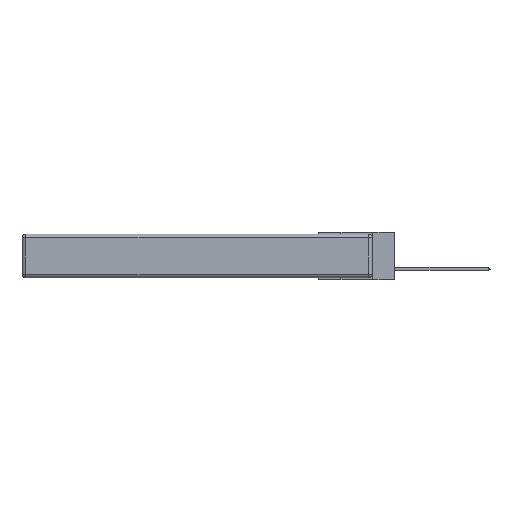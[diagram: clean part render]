
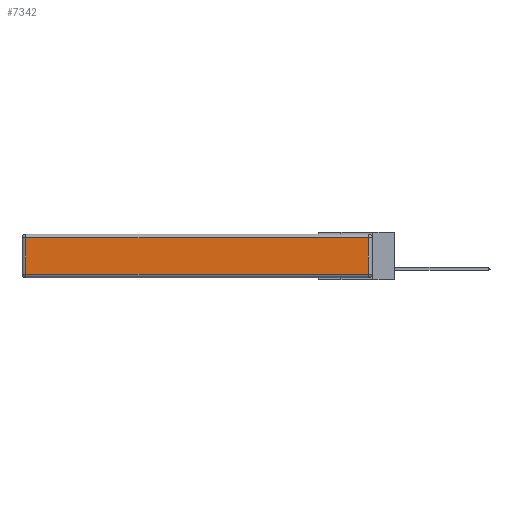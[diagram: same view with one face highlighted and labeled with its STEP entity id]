
A CAD part, left-side view. The second image highlights one B-rep face of the part: STEP entity #7342.
In plain terms, the highlighted planar face has unit normal (-1, 0, 0).
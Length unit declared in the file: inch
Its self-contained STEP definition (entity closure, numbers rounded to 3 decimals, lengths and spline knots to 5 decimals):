
#615 = LINE ( 'NONE', #715, #7006 ) ;
#715 = CARTESIAN_POINT ( 'NONE',  ( 0., 0.03, -0.343 ) ) ;
#753 = ORIENTED_EDGE ( 'NONE', *, *, #11293, .T. ) ;
#942 = CARTESIAN_POINT ( 'NONE',  ( 0., 2.72, -0.343 ) ) ;
#1196 = CARTESIAN_POINT ( 'NONE',  ( 0., 0., -0.313 ) ) ;
#1286 = CARTESIAN_POINT ( 'NONE',  ( 0., 2.72, -0.03 ) ) ;
#1645 = EDGE_CURVE ( 'NONE', #5221, #11658, #2725, .T. ) ;
#1716 = ORIENTED_EDGE ( 'NONE', *, *, #10313, .T. ) ;
#2130 = VERTEX_POINT ( 'NONE', #11733 ) ;
#2303 = DIRECTION ( 'NONE',  ( 0., -1., 0. ) ) ;
#2612 = DIRECTION ( 'NONE',  ( 0., 1., 0. ) ) ;
#2678 = VECTOR ( 'NONE', #2303, 39.37008 ) ;
#2725 = LINE ( 'NONE', #3454, #8408 ) ;
#3353 = PLANE ( 'NONE',  #3418 ) ;
#3418 = AXIS2_PLACEMENT_3D ( 'NONE', #5316, #6135, #10947 ) ;
#3454 = CARTESIAN_POINT ( 'NONE',  ( 0., 2.75, -0.03 ) ) ;
#4353 = ORIENTED_EDGE ( 'NONE', *, *, #10698, .T. ) ;
#4456 = DIRECTION ( 'NONE',  ( 0., 0., 1. ) ) ;
#4660 = DIRECTION ( 'NONE',  ( 0., 0., -1. ) ) ;
#4863 = LINE ( 'NONE', #1196, #2678 ) ;
#5221 = VERTEX_POINT ( 'NONE', #8633 ) ;
#5316 = CARTESIAN_POINT ( 'NONE',  ( 0., 0., -0.343 ) ) ;
#6135 = DIRECTION ( 'NONE',  ( -1., 0., 0. ) ) ;
#6178 = CARTESIAN_POINT ( 'NONE',  ( 0., 0.03, -0.313 ) ) ;
#7006 = VECTOR ( 'NONE', #4456, 39.37008 ) ;
#7301 = LINE ( 'NONE', #942, #11664 ) ;
#7342 = ADVANCED_FACE ( 'NONE', ( #9312 ), #3353, .T. ) ;
#8408 = VECTOR ( 'NONE', #2612, 39.37008 ) ;
#8633 = CARTESIAN_POINT ( 'NONE',  ( 0., 0.03, -0.03 ) ) ;
#9312 = FACE_OUTER_BOUND ( 'NONE', #11621, .T. ) ;
#9838 = ORIENTED_EDGE ( 'NONE', *, *, #1645, .T. ) ;
#10313 = EDGE_CURVE ( 'NONE', #2130, #11001, #4863, .T. ) ;
#10698 = EDGE_CURVE ( 'NONE', #11001, #5221, #615, .T. ) ;
#10947 = DIRECTION ( 'NONE',  ( 0., 0., 1. ) ) ;
#11001 = VERTEX_POINT ( 'NONE', #6178 ) ;
#11293 = EDGE_CURVE ( 'NONE', #11658, #2130, #7301, .T. ) ;
#11621 = EDGE_LOOP ( 'NONE', ( #1716, #4353, #9838, #753 ) ) ;
#11658 = VERTEX_POINT ( 'NONE', #1286 ) ;
#11664 = VECTOR ( 'NONE', #4660, 39.37008 ) ;
#11733 = CARTESIAN_POINT ( 'NONE',  ( 0., 2.72, -0.313 ) ) ;
